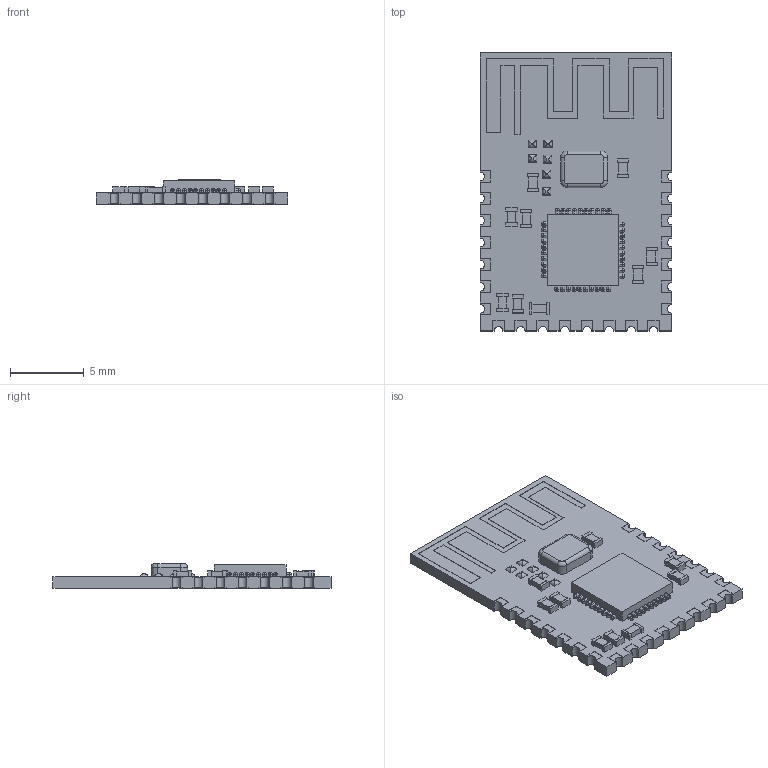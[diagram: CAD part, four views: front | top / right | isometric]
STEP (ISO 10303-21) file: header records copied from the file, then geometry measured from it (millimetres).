
FILE_DESCRIPTION(/* description */ ('Unknown'),/* implementation_level */ '2;1');
FILE_NAME(/* name */ 'JDY-10',/* time_stamp */ '2018-10-29T16:18:30-04:00',/* author */ ('Unknown'),/* organization */ ('Unknown'),/* preprocessor_version */ 'ST-DEVELOPER v16.7',/* originating_system */ 'DEX',/* authorisation */ $);
FILE_SCHEMA (('CONFIG_CONTROL_DESIGN','AUTOMOTIVE_DESIGN {1 0 10303 214 3 1 1}'));
Products named in the file (1): JDY-10
Bounding box: 13 x 18.87 x 1.68 mm (x, y, z)
Volume: 218.3 mm3; surface area: 628.3 mm2
Topology: 1 solids, 21 shells, 1733 faces, 4541 edges, 2892 vertices
Faces by surface type: plane 1204, cylinder 271, bspline 174, sphere 80, torus 4
Full cylindrical faces by diameter (mm): 1.073 x1, 1.166 x1, 1.252 x1, 1.302 x1
Entity records: 71890 total; most frequent: CARTESIAN_POINT 20480, ORIENTED_EDGE 8882, DIRECTION 6697, EDGE_CURVE 4441, VERTEX_POINT 2891, LINE 2533, VECTOR 2533, AXIS2_PLACEMENT_3D 2082
